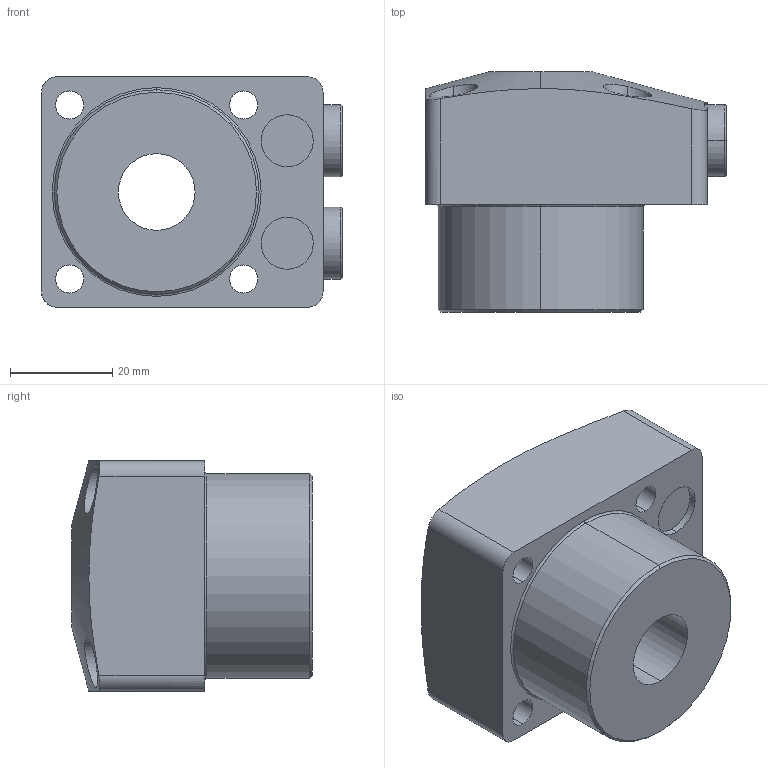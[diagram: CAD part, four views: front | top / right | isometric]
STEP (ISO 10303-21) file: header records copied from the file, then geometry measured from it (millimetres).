
FILE_DESCRIPTION (( 'STEP AP214' ), '1' );
FILE_NAME ('CST04-C.STEP', '2007-12-10T00:12:49', ( 'パスカルエンジニアリング' ), ( '' ), 'SwSTEP 2.0', 'SolidWorks 2004334', '' );
FILE_SCHEMA (( 'AUTOMOTIVE_DESIGN' ));
Length unit declared in the file: millimetre
Products named in the file (3): BSPP-G1-8_蹬怮椔; CST04-C_蹬怮椔; CST04-C
Assembly tree (3 placements, depth 2):
  CST04-C
    CST04-C_蹬怮椔
    BSPP-G1-8_蹬怮椔  x2
Bounding box: 58.8 x 47 x 45 mm (x, y, z)
Volume: 72157.5 mm3; surface area: 17764 mm2
Topology: 3 solids, 3 shells, 111 faces, 250 edges, 160 vertices
Faces by surface type: cylinder 54, plane 39, cone 12, torus 6
Entity records: 3266 total; most frequent: CARTESIAN_POINT 851, DIRECTION 466, ORIENTED_EDGE 408, EDGE_CURVE 204, AXIS2_PLACEMENT_3D 193, VERTEX_POINT 132, EDGE_LOOP 112, CIRCLE 98
